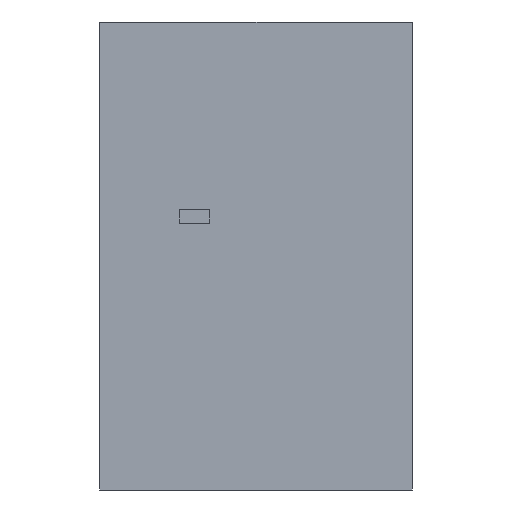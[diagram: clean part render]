
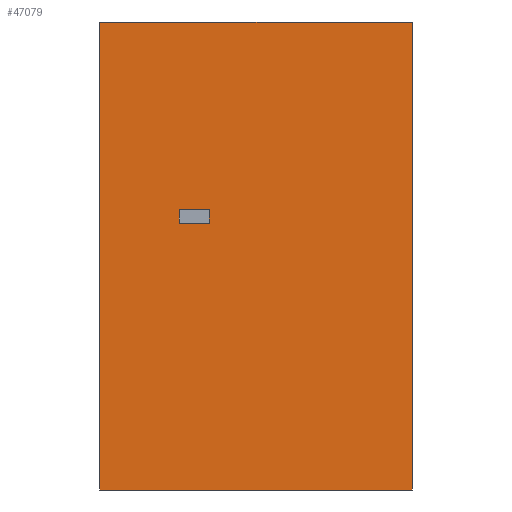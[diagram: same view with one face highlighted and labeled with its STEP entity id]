
A CAD part, front view. The second image highlights one B-rep face of the part: STEP entity #47079.
In plain terms, the highlighted planar face has unit normal (0, -1, 0).
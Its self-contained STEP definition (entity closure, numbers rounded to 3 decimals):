
#485=FACE_BOUND('',#8770,.T.);
#2384=PLANE('',#50588);
#6144=FACE_OUTER_BOUND('',#8769,.T.);
#8769=EDGE_LOOP('',(#44059,#44060,#44061,#44062));
#8770=EDGE_LOOP('',(#44063,#44064,#44065,#44066));
#14268=LINE('',#75738,#19736);
#14269=LINE('',#75740,#19737);
#14270=LINE('',#75742,#19738);
#14271=LINE('',#75743,#19739);
#14272=LINE('',#75746,#19740);
#14273=LINE('',#75748,#19741);
#14274=LINE('',#75750,#19742);
#14275=LINE('',#75751,#19743);
#19736=VECTOR('',#62554,10.);
#19737=VECTOR('',#62555,10.);
#19738=VECTOR('',#62556,10.);
#19739=VECTOR('',#62557,10.);
#19740=VECTOR('',#62558,10.);
#19741=VECTOR('',#62559,10.);
#19742=VECTOR('',#62560,10.);
#19743=VECTOR('',#62561,10.);
#24970=VERTEX_POINT('',#75736);
#24971=VERTEX_POINT('',#75737);
#24972=VERTEX_POINT('',#75739);
#24973=VERTEX_POINT('',#75741);
#24974=VERTEX_POINT('',#75744);
#24975=VERTEX_POINT('',#75745);
#24976=VERTEX_POINT('',#75747);
#24977=VERTEX_POINT('',#75749);
#31357=EDGE_CURVE('',#24970,#24971,#14268,.T.);
#31358=EDGE_CURVE('',#24971,#24972,#14269,.T.);
#31359=EDGE_CURVE('',#24972,#24973,#14270,.T.);
#31360=EDGE_CURVE('',#24973,#24970,#14271,.T.);
#31361=EDGE_CURVE('',#24974,#24975,#14272,.T.);
#31362=EDGE_CURVE('',#24975,#24976,#14273,.T.);
#31363=EDGE_CURVE('',#24976,#24977,#14274,.T.);
#31364=EDGE_CURVE('',#24977,#24974,#14275,.T.);
#44059=ORIENTED_EDGE('',*,*,#31357,.T.);
#44060=ORIENTED_EDGE('',*,*,#31358,.T.);
#44061=ORIENTED_EDGE('',*,*,#31359,.T.);
#44062=ORIENTED_EDGE('',*,*,#31360,.T.);
#44063=ORIENTED_EDGE('',*,*,#31361,.T.);
#44064=ORIENTED_EDGE('',*,*,#31362,.T.);
#44065=ORIENTED_EDGE('',*,*,#31363,.T.);
#44066=ORIENTED_EDGE('',*,*,#31364,.T.);
#47079=ADVANCED_FACE('',(#6144,#485),#2384,.F.);
#50588=AXIS2_PLACEMENT_3D('',#75735,#62552,#62553);
#62552=DIRECTION('center_axis',(0.,1.,0.));
#62553=DIRECTION('ref_axis',(1.,0.,0.));
#62554=DIRECTION('',(1.,0.,0.));
#62555=DIRECTION('',(0.,0.,1.));
#62556=DIRECTION('',(-1.,0.,0.));
#62557=DIRECTION('',(0.,0.,-1.));
#62558=DIRECTION('',(0.,0.,-1.));
#62559=DIRECTION('',(-1.,0.,0.));
#62560=DIRECTION('',(0.,0.,1.));
#62561=DIRECTION('',(1.,0.,0.));
#75735=CARTESIAN_POINT('Origin',(0.,-10.,0.));
#75736=CARTESIAN_POINT('',(-50.468,-10.,-75.468));
#75737=CARTESIAN_POINT('',(50.468,-10.,-75.468));
#75738=CARTESIAN_POINT('',(-50.468,-10.,-75.468));
#75739=CARTESIAN_POINT('',(50.468,-10.,75.468));
#75740=CARTESIAN_POINT('',(50.468,-10.,-75.468));
#75741=CARTESIAN_POINT('',(-50.468,-10.,75.468));
#75742=CARTESIAN_POINT('',(50.468,-10.,75.468));
#75743=CARTESIAN_POINT('',(-50.468,-10.,75.468));
#75744=CARTESIAN_POINT('',(-15.,-10.,15.));
#75745=CARTESIAN_POINT('',(-15.,-10.,10.56));
#75746=CARTESIAN_POINT('',(-15.,-10.,5.28));
#75747=CARTESIAN_POINT('',(-24.687,-10.,10.56));
#75748=CARTESIAN_POINT('',(-12.343,-10.,10.56));
#75749=CARTESIAN_POINT('',(-24.687,-10.,15.));
#75750=CARTESIAN_POINT('',(-24.687,-10.,7.5));
#75751=CARTESIAN_POINT('',(-7.5,-10.,15.));
